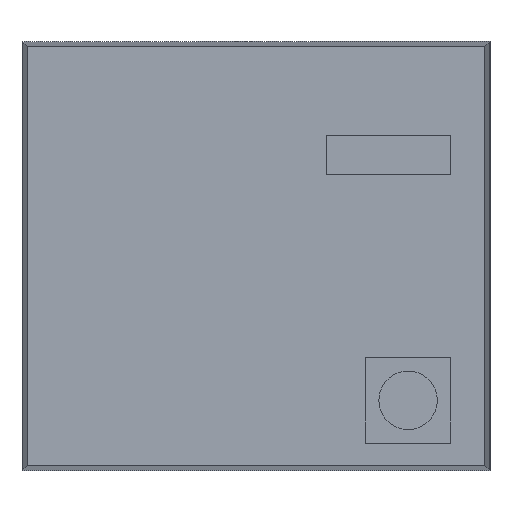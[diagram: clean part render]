
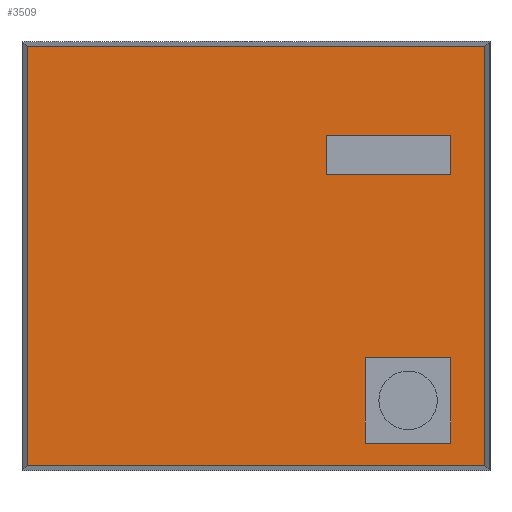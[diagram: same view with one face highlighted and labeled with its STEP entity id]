
A CAD part, front view. The second image highlights one B-rep face of the part: STEP entity #3509.
In plain terms, the highlighted planar face has unit normal (0, -1, 0).
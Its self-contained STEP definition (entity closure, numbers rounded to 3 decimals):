
#3303=CARTESIAN_POINT('POINT705',(14.907,-35.56,
   -13.637));
#3304=VERTEX_POINT('VERTEX705',#3303);
#3307=CARTESIAN_POINT('POINT706',(-14.907,-35.56,
   -13.637));
#3308=VERTEX_POINT('VERTEX706',#3307);
#3309=CARTESIAN_POINT('POS1320',(-15.24,-35.56,
   -13.637));
#3310=DIRECTION('DIR1749',(-1.,0.,0.));
#3311=VECTOR('VEC891',#3310,25.4);
#3312=LINE('STRAIGHT891',#3309,#3311);
#3313=EDGE_CURVE('EDGE1054',#3304,#3308,#3312,.T.);
#3322=CARTESIAN_POINT('POINT707',(-14.907,-35.56,
   13.637));
#3323=VERTEX_POINT('VERTEX707',#3322);
#3324=CARTESIAN_POINT('POS1321',(-14.907,-35.56,
   13.97));
#3325=DIRECTION('DIR1750',(0.,0.,
   1.));
#3326=VECTOR('VEC892',#3325,25.4);
#3327=LINE('STRAIGHT892',#3324,#3326);
#3328=EDGE_CURVE('EDGE1056',#3308,#3323,#3327,.T.);
#3337=CARTESIAN_POINT('POINT708',(14.907,-35.56,
   13.637));
#3338=VERTEX_POINT('VERTEX708',#3337);
#3339=CARTESIAN_POINT('POS1322',(15.24,-35.56,
   13.637));
#3340=DIRECTION('DIR1751',(1.,0.,
   0.));
#3341=VECTOR('VEC893',#3340,25.4);
#3342=LINE('STRAIGHT893',#3339,#3341);
#3343=EDGE_CURVE('EDGE1058',#3323,#3338,#3342,.T.);
#3352=CARTESIAN_POINT('POS1323',(14.907,-35.56,
   -13.97));
#3353=DIRECTION('DIR1752',(0.,0.
   ,-1.));
#3354=VECTOR('VEC894',#3353,25.4);
#3355=LINE('STRAIGHT894',#3352,#3354);
#3356=EDGE_CURVE('EDGE1060',#3338,#3304,#3355,.T.);
#3363=CARTESIAN_POINT('POINT709',(4.572,-35.56,5.334));
#3364=VERTEX_POINT('VERTEX709',#3363);
#3371=CARTESIAN_POINT('POINT710',(12.7,-35.56,5.334));
#3372=VERTEX_POINT('VERTEX710',#3371);
#3373=CARTESIAN_POINT('POS1325',(2.286,-35.56,
   5.334));
#3374=DIRECTION('DIR1754',(-1.,0.,
   0.));
#3375=VECTOR('VEC896',#3374,25.4);
#3376=LINE('STRAIGHT896',#3373,#3375);
#3377=EDGE_CURVE('EDGE1062',#3372,#3364,#3376,.T.);
#3395=CARTESIAN_POINT('POINT711',(12.7,-35.56,7.874));
#3396=VERTEX_POINT('VERTEX711',#3395);
#3397=CARTESIAN_POINT('POS1328',(12.7,-35.56,2.667));
#3398=DIRECTION('DIR1758',(0.,0.,
   -1.));
#3399=VECTOR('VEC898',#3398,25.4);
#3400=LINE('STRAIGHT898',#3397,#3399);
#3401=EDGE_CURVE('EDGE1064',#3396,#3372,#3400,.T.);
#3419=CARTESIAN_POINT('POINT712',(4.572,-35.56,7.874));
#3420=VERTEX_POINT('VERTEX712',#3419);
#3421=CARTESIAN_POINT('POS1331',(6.35,-35.56,
   7.874));
#3422=DIRECTION('DIR1762',(1.,0.,
   0.));
#3423=VECTOR('VEC900',#3422,25.4);
#3424=LINE('STRAIGHT900',#3421,#3423);
#3425=EDGE_CURVE('EDGE1066',#3420,#3396,#3424,.T.);
#3443=CARTESIAN_POINT('POS1334',(4.572,-35.56,3.302));
#3444=DIRECTION('DIR1766',(0.,0.,
   1.));
#3445=VECTOR('VEC902',#3444,25.4);
#3446=LINE('STRAIGHT902',#3443,#3445);
#3447=EDGE_CURVE('EDGE1068',#3364,#3420,#3446,.T.);
#3458=CARTESIAN_POINT('POINT713',(12.7,-35.56,-12.192));
#3459=VERTEX_POINT('VERTEX713',#3458);
#3460=CARTESIAN_POINT('POINT714',(7.112,-35.56,-12.192));
#3461=VERTEX_POINT('VERTEX714',#3460);
#3462=CARTESIAN_POINT('POS1336',(4.953,-35.56,
   -12.192));
#3463=DIRECTION('DIR1769',(-1.,0.,0.));
#3464=VECTOR('VEC903',#3463,25.4);
#3465=LINE('STRAIGHT903',#3462,#3464);
#3466=EDGE_CURVE('EDGE1069',#3459,#3461,#3465,.T.);
#3467=ORIENTED_EDGE('COEDGE2129',*,*,#3466,.T.);
#3468=CARTESIAN_POINT('POINT715',(7.112,-35.56,-6.604));
#3469=VERTEX_POINT('VERTEX715',#3468);
#3470=CARTESIAN_POINT('POS1337',(7.112,-35.56,-4.699));
#3471=DIRECTION('DIR1770',(0.,0.,
   1.));
#3472=VECTOR('VEC904',#3471,25.4);
#3473=LINE('STRAIGHT904',#3470,#3472);
#3474=EDGE_CURVE('EDGE1070',#3461,#3469,#3473,.T.);
#3475=ORIENTED_EDGE('COEDGE2130',*,*,#3474,.T.);
#3476=CARTESIAN_POINT('POINT716',(12.7,-35.56,-6.604));
#3477=VERTEX_POINT('VERTEX716',#3476);
#3478=CARTESIAN_POINT('POS1338',(4.953,-35.56,
   -6.604));
#3479=DIRECTION('DIR1771',(1.,0.,0.));
#3480=VECTOR('VEC905',#3479,25.4);
#3481=LINE('STRAIGHT905',#3478,#3480);
#3482=EDGE_CURVE('EDGE1071',#3469,#3477,#3481,.T.);
#3483=ORIENTED_EDGE('COEDGE2131',*,*,#3482,.T.);
#3484=CARTESIAN_POINT('POS1339',(12.7,-35.56,-4.699));
#3485=DIRECTION('DIR1772',(0.,0.
   ,-1.));
#3486=VECTOR('VEC906',#3485,25.4);
#3487=LINE('STRAIGHT906',#3484,#3486);
#3488=EDGE_CURVE('EDGE1072',#3477,#3459,#3487,.T.);
#3489=ORIENTED_EDGE('COEDGE2132',*,*,#3488,.T.);
#3490=EDGE_LOOP('NONE',(#3467,#3475,#3483,#3489));
#3491=FACE_BOUND('LOOP1',#3490,.T.);
#3492=ORIENTED_EDGE('COEDGE2133',*,*,#3447,.T.);
#3493=ORIENTED_EDGE('COEDGE2134',*,*,#3425,.T.);
#3494=ORIENTED_EDGE('COEDGE2135',*,*,#3401,.T.);
#3495=ORIENTED_EDGE('COEDGE2136',*,*,#3377,.T.);
#3496=EDGE_LOOP('NONE',(#3492,#3493,#3494,#3495));
#3497=FACE_BOUND('LOOP1',#3496,.T.);
#3498=ORIENTED_EDGE('COEDGE2137',*,*,#3356,.F.);
#3499=ORIENTED_EDGE('COEDGE2138',*,*,#3343,.F.);
#3500=ORIENTED_EDGE('COEDGE2139',*,*,#3328,.F.);
#3501=ORIENTED_EDGE('COEDGE2140',*,*,#3313,.F.);
#3502=EDGE_LOOP('NONE',(#3498,#3499,#3500,#3501));
#3503=FACE_BOUND('LOOP1',#3502,.T.);
#3504=CARTESIAN_POINT('POS1340',(0.,-35.56,
   0.));
#3505=DIRECTION('DIR1773',(0.,-1.,
   0.));
#3506=DIRECTION('DIR1774',(1.,0.,
   0.));
#3507=AXIS2_PLACEMENT_3D('AXIS434',#3504,#3505,#3506);
#3508=PLANE('PLANE323',#3507);
#3509=ADVANCED_FACE('FACE413',(#3491,#3497,#3503),#3508,.T.);
